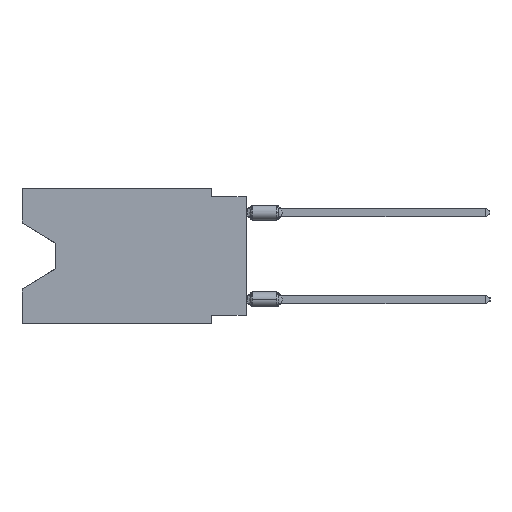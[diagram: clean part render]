
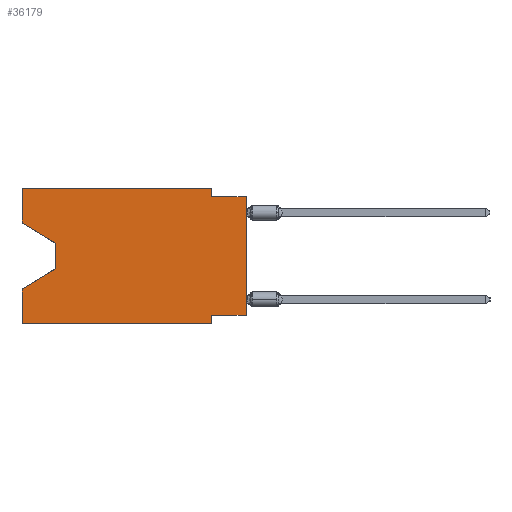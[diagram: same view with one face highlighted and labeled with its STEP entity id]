
A CAD part, left-side view. The second image highlights one B-rep face of the part: STEP entity #36179.
In plain terms, the highlighted planar face has unit normal (-1, 0, 0).
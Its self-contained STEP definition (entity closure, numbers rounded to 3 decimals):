
#492 = PLANE ( 'NONE',  #30092 ) ;
#871 = EDGE_CURVE ( 'NONE', #41865, #5403, #9846, .T. ) ;
#1520 = VERTEX_POINT ( 'NONE', #8566 ) ;
#1568 = CARTESIAN_POINT ( 'NONE',  ( 0., 0., -9.271 ) ) ;
#1800 = LINE ( 'NONE', #1568, #26240 ) ;
#2455 = CARTESIAN_POINT ( 'NONE',  ( 0., 13.97, -5.893 ) ) ;
#2930 = CARTESIAN_POINT ( 'NONE',  ( 0., 16.383, 0. ) ) ;
#2937 = VECTOR ( 'NONE', #26141, 1000. ) ;
#2995 = CARTESIAN_POINT ( 'NONE',  ( 0., 13.97, -4.013 ) ) ;
#3958 = VERTEX_POINT ( 'NONE', #17596 ) ;
#4062 = EDGE_CURVE ( 'NONE', #5987, #1520, #28448, .T. ) ;
#4513 = ORIENTED_EDGE ( 'NONE', *, *, #42235, .F. ) ;
#5189 = DIRECTION ( 'NONE',  ( 0., 0., 1. ) ) ;
#5403 = VERTEX_POINT ( 'NONE', #2455 ) ;
#5653 = CARTESIAN_POINT ( 'NONE',  ( 0., 16.383, -2.546 ) ) ;
#5987 = VERTEX_POINT ( 'NONE', #2930 ) ;
#5997 = VECTOR ( 'NONE', #37056, 1000. ) ;
#6526 = DIRECTION ( 'NONE',  ( 0., -1., 0. ) ) ;
#6607 = LINE ( 'NONE', #31116, #37141 ) ;
#7108 = ORIENTED_EDGE ( 'NONE', *, *, #10563, .T. ) ;
#8035 = EDGE_CURVE ( 'NONE', #43804, #41865, #20495, .T. ) ;
#8260 = FACE_OUTER_BOUND ( 'NONE', #9949, .T. ) ;
#8480 = DIRECTION ( 'NONE',  ( 0., 0., -1. ) ) ;
#8566 = CARTESIAN_POINT ( 'NONE',  ( 0., 2.54, 0. ) ) ;
#9246 = CARTESIAN_POINT ( 'NONE',  ( 0., 13.97, -4.013 ) ) ;
#9396 = EDGE_CURVE ( 'NONE', #21366, #46301, #23056, .T. ) ;
#9429 = LINE ( 'NONE', #34645, #40916 ) ;
#9846 = LINE ( 'NONE', #2995, #31066 ) ;
#9949 = EDGE_LOOP ( 'NONE', ( #26518, #40753, #7108, #26255, #15717, #23561, #39366, #26088, #12083, #25005, #14099, #4513 ) ) ;
#10563 = EDGE_CURVE ( 'NONE', #5403, #19144, #44604, .T. ) ;
#10805 = LINE ( 'NONE', #32964, #34509 ) ;
#12083 = ORIENTED_EDGE ( 'NONE', *, *, #33184, .F. ) ;
#12305 = CARTESIAN_POINT ( 'NONE',  ( 0., 13.97, -5.893 ) ) ;
#12561 = CARTESIAN_POINT ( 'NONE',  ( 0., 0., -9.271 ) ) ;
#13202 = VECTOR ( 'NONE', #44219, 1000. ) ;
#13223 = DIRECTION ( 'NONE',  ( 0., 0., -1. ) ) ;
#14099 = ORIENTED_EDGE ( 'NONE', *, *, #4062, .F. ) ;
#14123 = VERTEX_POINT ( 'NONE', #35077 ) ;
#14852 = CARTESIAN_POINT ( 'NONE',  ( 0., 16.383, -9.906 ) ) ;
#15326 = DIRECTION ( 'NONE',  ( 1., 0., 0. ) ) ;
#15453 = LINE ( 'NONE', #30514, #13202 ) ;
#15508 = DIRECTION ( 'NONE',  ( 0., 1., 0. ) ) ;
#15519 = VECTOR ( 'NONE', #17989, 1000. ) ;
#15717 = ORIENTED_EDGE ( 'NONE', *, *, #44944, .T. ) ;
#17596 = CARTESIAN_POINT ( 'NONE',  ( 0., 0., -0.635 ) ) ;
#17989 = DIRECTION ( 'NONE',  ( 0., 0., 1. ) ) ;
#18508 = VECTOR ( 'NONE', #29227, 1000. ) ;
#18656 = VECTOR ( 'NONE', #34646, 1000. ) ;
#19144 = VERTEX_POINT ( 'NONE', #42270 ) ;
#20495 = LINE ( 'NONE', #5653, #18656 ) ;
#20660 = CARTESIAN_POINT ( 'NONE',  ( 0., 16.383, 0. ) ) ;
#20742 = EDGE_CURVE ( 'NONE', #1520, #40842, #6607, .T. ) ;
#21366 = VERTEX_POINT ( 'NONE', #39087 ) ;
#21513 = CARTESIAN_POINT ( 'NONE',  ( 0., 0., 0. ) ) ;
#22848 = CARTESIAN_POINT ( 'NONE',  ( 0., 16.383, 0. ) ) ;
#23056 = LINE ( 'NONE', #33215, #2937 ) ;
#23561 = ORIENTED_EDGE ( 'NONE', *, *, #9396, .F. ) ;
#24205 = DIRECTION ( 'NONE',  ( 0., 0., -1. ) ) ;
#25005 = ORIENTED_EDGE ( 'NONE', *, *, #20742, .F. ) ;
#25180 = DIRECTION ( 'NONE',  ( 0., -1., 0. ) ) ;
#26088 = ORIENTED_EDGE ( 'NONE', *, *, #29780, .T. ) ;
#26141 = DIRECTION ( 'NONE',  ( 0., 0., -1. ) ) ;
#26240 = VECTOR ( 'NONE', #15508, 1000. ) ;
#26255 = ORIENTED_EDGE ( 'NONE', *, *, #27203, .F. ) ;
#26518 = ORIENTED_EDGE ( 'NONE', *, *, #8035, .T. ) ;
#27203 = EDGE_CURVE ( 'NONE', #14123, #19144, #15453, .T. ) ;
#27741 = VERTEX_POINT ( 'NONE', #12561 ) ;
#28448 = LINE ( 'NONE', #20660, #32059 ) ;
#29227 = DIRECTION ( 'NONE',  ( 0., -1., 0. ) ) ;
#29780 = EDGE_CURVE ( 'NONE', #27741, #3958, #43668, .T. ) ;
#30092 = AXIS2_PLACEMENT_3D ( 'NONE', #22848, #15326, #8480 ) ;
#30514 = CARTESIAN_POINT ( 'NONE',  ( 0., 16.383, 0. ) ) ;
#31066 = VECTOR ( 'NONE', #24205, 1000. ) ;
#31116 = CARTESIAN_POINT ( 'NONE',  ( 0., 2.54, 0. ) ) ;
#32059 = VECTOR ( 'NONE', #6526, 1000. ) ;
#32964 = CARTESIAN_POINT ( 'NONE',  ( 0., 0., -0.635 ) ) ;
#33184 = EDGE_CURVE ( 'NONE', #40842, #3958, #10805, .T. ) ;
#33215 = CARTESIAN_POINT ( 'NONE',  ( 0., 2.54, -9.906 ) ) ;
#33289 = EDGE_CURVE ( 'NONE', #27741, #21366, #1800, .T. ) ;
#33908 = LINE ( 'NONE', #14852, #18508 ) ;
#34262 = CARTESIAN_POINT ( 'NONE',  ( 0., 2.54, -0.635 ) ) ;
#34369 = CARTESIAN_POINT ( 'NONE',  ( 0., 16.383, -2.546 ) ) ;
#34509 = VECTOR ( 'NONE', #25180, 1000. ) ;
#34645 = CARTESIAN_POINT ( 'NONE',  ( 0., 16.383, 0. ) ) ;
#34646 = DIRECTION ( 'NONE',  ( 0., -0.855, -0.519 ) ) ;
#35077 = CARTESIAN_POINT ( 'NONE',  ( 0., 16.383, -9.906 ) ) ;
#36179 = ADVANCED_FACE ( 'NONE', ( #8260 ), #492, .F. ) ;
#37056 = DIRECTION ( 'NONE',  ( 0., 0.855, -0.519 ) ) ;
#37141 = VECTOR ( 'NONE', #13223, 1000. ) ;
#39087 = CARTESIAN_POINT ( 'NONE',  ( 0., 2.54, -9.271 ) ) ;
#39366 = ORIENTED_EDGE ( 'NONE', *, *, #33289, .F. ) ;
#40753 = ORIENTED_EDGE ( 'NONE', *, *, #871, .T. ) ;
#40842 = VERTEX_POINT ( 'NONE', #34262 ) ;
#40916 = VECTOR ( 'NONE', #5189, 1000. ) ;
#41865 = VERTEX_POINT ( 'NONE', #9246 ) ;
#42235 = EDGE_CURVE ( 'NONE', #43804, #5987, #9429, .T. ) ;
#42270 = CARTESIAN_POINT ( 'NONE',  ( 0., 16.383, -7.36 ) ) ;
#43668 = LINE ( 'NONE', #21513, #15519 ) ;
#43804 = VERTEX_POINT ( 'NONE', #34369 ) ;
#44219 = DIRECTION ( 'NONE',  ( 0., 0., 1. ) ) ;
#44604 = LINE ( 'NONE', #12305, #5997 ) ;
#44944 = EDGE_CURVE ( 'NONE', #14123, #46301, #33908, .T. ) ;
#45580 = CARTESIAN_POINT ( 'NONE',  ( 0., 2.54, -9.906 ) ) ;
#46301 = VERTEX_POINT ( 'NONE', #45580 ) ;
